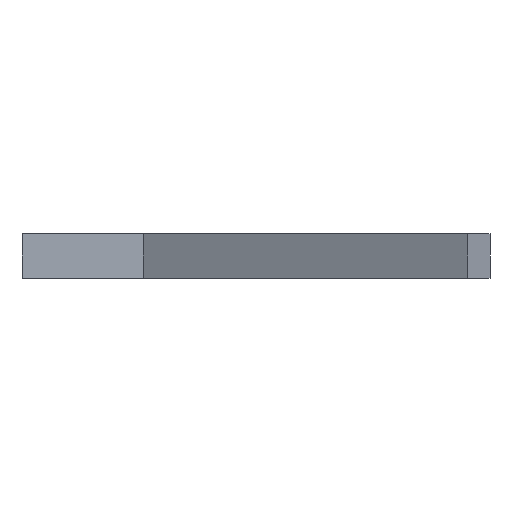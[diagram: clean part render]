
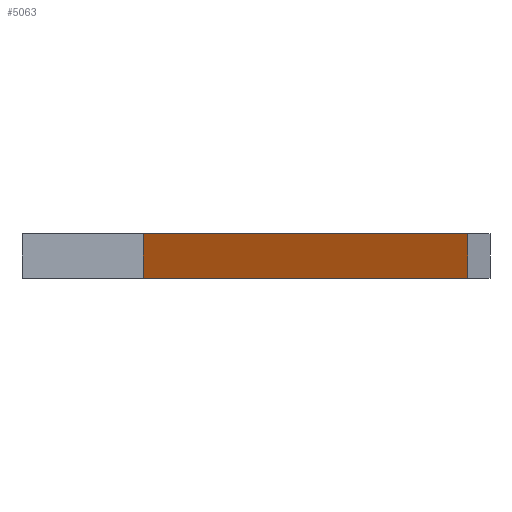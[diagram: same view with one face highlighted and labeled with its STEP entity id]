
A CAD part, left-side view. The second image highlights one B-rep face of the part: STEP entity #5063.
In plain terms, the highlighted planar face has unit normal (-0.866, 0.5, 0).
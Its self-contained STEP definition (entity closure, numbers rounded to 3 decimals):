
#3241 = PLANE('',#3242);
#3242 = AXIS2_PLACEMENT_3D('',#3243,#3244,#3245);
#3243 = CARTESIAN_POINT('',(-52.,-20.,10.));
#3244 = DIRECTION('',(0.,0.,-1.));
#3245 = DIRECTION('',(0.5,0.866,0.));
#3293 = PLANE('',#3294);
#3294 = AXIS2_PLACEMENT_3D('',#3295,#3296,#3297);
#3295 = CARTESIAN_POINT('',(-52.,-20.,0.));
#3296 = DIRECTION('',(0.,0.,-1.));
#3297 = DIRECTION('',(0.5,0.866,0.));
#3802 = VERTEX_POINT('',#3803);
#3803 = CARTESIAN_POINT('',(-52.,-20.,10.));
#3817 = PLANE('',#3818);
#3818 = AXIS2_PLACEMENT_3D('',#3819,#3820,#3821);
#3819 = CARTESIAN_POINT('',(-52.,-20.,10.));
#3820 = DIRECTION('',(0.5,0.866,0.));
#3821 = DIRECTION('',(0.,0.,-1.));
#3829 = EDGE_CURVE('',#3802,#3830,#3832,.T.);
#3830 = VERTEX_POINT('',#3831);
#3831 = CARTESIAN_POINT('',(-10.,52.746,10.));
#3832 = SURFACE_CURVE('',#3833,(#3837,#3844),.PCURVE_S1.);
#3833 = LINE('',#3834,#3835);
#3834 = CARTESIAN_POINT('',(-52.,-20.,10.));
#3835 = VECTOR('',#3836,1.);
#3836 = DIRECTION('',(0.5,0.866,0.));
#3837 = PCURVE('',#3241,#3838);
#3838 = DEFINITIONAL_REPRESENTATION('',(#3839),#3843);
#3839 = LINE('',#3840,#3841);
#3840 = CARTESIAN_POINT('',(0.,0.));
#3841 = VECTOR('',#3842,1.);
#3842 = DIRECTION('',(1.,0.));
#3843 = ( GEOMETRIC_REPRESENTATION_CONTEXT(2) 
PARAMETRIC_REPRESENTATION_CONTEXT() REPRESENTATION_CONTEXT('2D SPACE',''
  ) );
#3844 = PCURVE('',#3845,#3850);
#3845 = PLANE('',#3846);
#3846 = AXIS2_PLACEMENT_3D('',#3847,#3848,#3849);
#3847 = CARTESIAN_POINT('',(-52.,-20.,10.));
#3848 = DIRECTION('',(0.866,-0.5,0.));
#3849 = DIRECTION('',(0.,0.,-1.));
#3850 = DEFINITIONAL_REPRESENTATION('',(#3851),#3855);
#3851 = LINE('',#3852,#3853);
#3852 = CARTESIAN_POINT('',(0.,0.));
#3853 = VECTOR('',#3854,1.);
#3854 = DIRECTION('',(0.,1.));
#3855 = ( GEOMETRIC_REPRESENTATION_CONTEXT(2) 
PARAMETRIC_REPRESENTATION_CONTEXT() REPRESENTATION_CONTEXT('2D SPACE',''
  ) );
#4140 = VERTEX_POINT('',#4141);
#4141 = CARTESIAN_POINT('',(-52.,-20.,0.));
#4162 = EDGE_CURVE('',#4140,#4163,#4165,.T.);
#4163 = VERTEX_POINT('',#4164);
#4164 = CARTESIAN_POINT('',(-10.,52.746,0.));
#4165 = SURFACE_CURVE('',#4166,(#4170,#4177),.PCURVE_S1.);
#4166 = LINE('',#4167,#4168);
#4167 = CARTESIAN_POINT('',(-52.,-20.,0.));
#4168 = VECTOR('',#4169,1.);
#4169 = DIRECTION('',(0.5,0.866,0.));
#4170 = PCURVE('',#3293,#4171);
#4171 = DEFINITIONAL_REPRESENTATION('',(#4172),#4176);
#4172 = LINE('',#4173,#4174);
#4173 = CARTESIAN_POINT('',(0.,0.));
#4174 = VECTOR('',#4175,1.);
#4175 = DIRECTION('',(1.,0.));
#4176 = ( GEOMETRIC_REPRESENTATION_CONTEXT(2) 
PARAMETRIC_REPRESENTATION_CONTEXT() REPRESENTATION_CONTEXT('2D SPACE',''
  ) );
#4177 = PCURVE('',#3845,#4178);
#4178 = DEFINITIONAL_REPRESENTATION('',(#4179),#4183);
#4179 = LINE('',#4180,#4181);
#4180 = CARTESIAN_POINT('',(10.,0.));
#4181 = VECTOR('',#4182,1.);
#4182 = DIRECTION('',(0.,1.));
#4183 = ( GEOMETRIC_REPRESENTATION_CONTEXT(2) 
PARAMETRIC_REPRESENTATION_CONTEXT() REPRESENTATION_CONTEXT('2D SPACE',''
  ) );
#5063 = ADVANCED_FACE('',(#5064),#3845,.F.);
#5064 = FACE_BOUND('',#5065,.F.);
#5065 = EDGE_LOOP('',(#5066,#5067,#5088,#5089));
#5066 = ORIENTED_EDGE('',*,*,#3829,.F.);
#5067 = ORIENTED_EDGE('',*,*,#5068,.T.);
#5068 = EDGE_CURVE('',#3802,#4140,#5069,.T.);
#5069 = SURFACE_CURVE('',#5070,(#5074,#5081),.PCURVE_S1.);
#5070 = LINE('',#5071,#5072);
#5071 = CARTESIAN_POINT('',(-52.,-20.,10.));
#5072 = VECTOR('',#5073,1.);
#5073 = DIRECTION('',(0.,0.,-1.));
#5074 = PCURVE('',#3845,#5075);
#5075 = DEFINITIONAL_REPRESENTATION('',(#5076),#5080);
#5076 = LINE('',#5077,#5078);
#5077 = CARTESIAN_POINT('',(0.,0.));
#5078 = VECTOR('',#5079,1.);
#5079 = DIRECTION('',(1.,0.));
#5080 = ( GEOMETRIC_REPRESENTATION_CONTEXT(2) 
PARAMETRIC_REPRESENTATION_CONTEXT() REPRESENTATION_CONTEXT('2D SPACE',''
  ) );
#5081 = PCURVE('',#3817,#5082);
#5082 = DEFINITIONAL_REPRESENTATION('',(#5083),#5087);
#5083 = LINE('',#5084,#5085);
#5084 = CARTESIAN_POINT('',(0.,0.));
#5085 = VECTOR('',#5086,1.);
#5086 = DIRECTION('',(1.,0.));
#5087 = ( GEOMETRIC_REPRESENTATION_CONTEXT(2) 
PARAMETRIC_REPRESENTATION_CONTEXT() REPRESENTATION_CONTEXT('2D SPACE',''
  ) );
#5088 = ORIENTED_EDGE('',*,*,#4162,.T.);
#5089 = ORIENTED_EDGE('',*,*,#5090,.F.);
#5090 = EDGE_CURVE('',#3830,#4163,#5091,.T.);
#5091 = SURFACE_CURVE('',#5092,(#5096,#5102),.PCURVE_S1.);
#5092 = LINE('',#5093,#5094);
#5093 = CARTESIAN_POINT('',(-10.,52.746,10.));
#5094 = VECTOR('',#5095,1.);
#5095 = DIRECTION('',(0.,0.,-1.));
#5096 = PCURVE('',#3845,#5097);
#5097 = DEFINITIONAL_REPRESENTATION('',(#5098),#5101);
#5098 = B_SPLINE_CURVE_WITH_KNOTS('',1,(#5099,#5100),.UNSPECIFIED.,.F.,
  .F.,(2,2),(0.,10.),.PIECEWISE_BEZIER_KNOTS.);
#5099 = CARTESIAN_POINT('',(0.,84.));
#5100 = CARTESIAN_POINT('',(10.,84.));
#5101 = ( GEOMETRIC_REPRESENTATION_CONTEXT(2) 
PARAMETRIC_REPRESENTATION_CONTEXT() REPRESENTATION_CONTEXT('2D SPACE',''
  ) );
#5102 = PCURVE('',#5103,#5108);
#5103 = PLANE('',#5104);
#5104 = AXIS2_PLACEMENT_3D('',#5105,#5106,#5107);
#5105 = CARTESIAN_POINT('',(-10.,50.,10.));
#5106 = DIRECTION('',(-1.,0.,0.));
#5107 = DIRECTION('',(0.,0.,-1.));
#5108 = DEFINITIONAL_REPRESENTATION('',(#5109),#5112);
#5109 = B_SPLINE_CURVE_WITH_KNOTS('',1,(#5110,#5111),.UNSPECIFIED.,.F.,
  .F.,(2,2),(0.,10.),.PIECEWISE_BEZIER_KNOTS.);
#5110 = CARTESIAN_POINT('',(0.,-2.746));
#5111 = CARTESIAN_POINT('',(10.,-2.746));
#5112 = ( GEOMETRIC_REPRESENTATION_CONTEXT(2) 
PARAMETRIC_REPRESENTATION_CONTEXT() REPRESENTATION_CONTEXT('2D SPACE',''
  ) );
